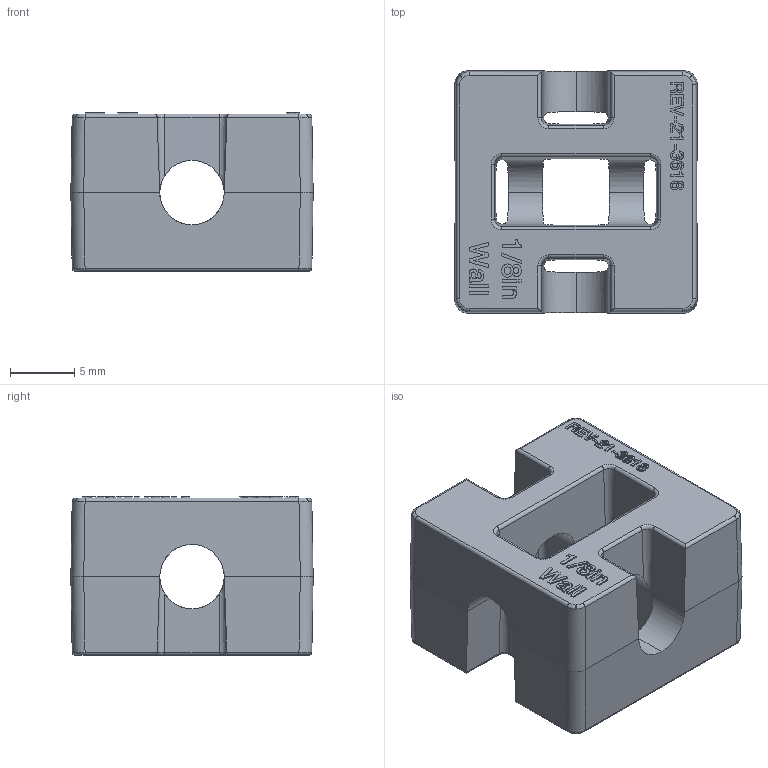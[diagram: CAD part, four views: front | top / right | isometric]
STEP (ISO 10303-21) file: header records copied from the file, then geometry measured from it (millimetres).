
FILE_DESCRIPTION (( 'STEP AP203' ), '1' );
FILE_NAME ('REV-21-3618.STEP', '2025-01-08T16:14:10', ( '' ), ( '' ), 'SwSTEP 2.0', 'SolidWorks 2022', '' );
FILE_SCHEMA (( 'CONFIG_CONTROL_DESIGN' ));
Length unit declared in the file: inch
Products named in the file (1): REV-21-3618
Bounding box: 18.8 x 18.8 x 12.29 mm (x, y, z)
Volume: 2699.7 mm3; surface area: 1978.9 mm2
Topology: 1 solids, 1 shells, 383 faces, 1019 edges, 658 vertices
Faces by surface type: plane 188, bspline 107, cylinder 56, cone 16, torus 16
Entity records: 17258 total; most frequent: CARTESIAN_POINT 8580, ORIENTED_EDGE 2038, DIRECTION 1359, EDGE_CURVE 1019, VERTEX_POINT 658, VECTOR 637, LINE 637, EDGE_LOOP 413
